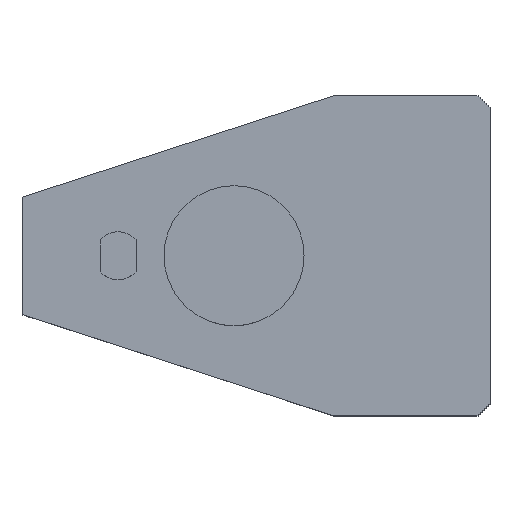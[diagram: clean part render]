
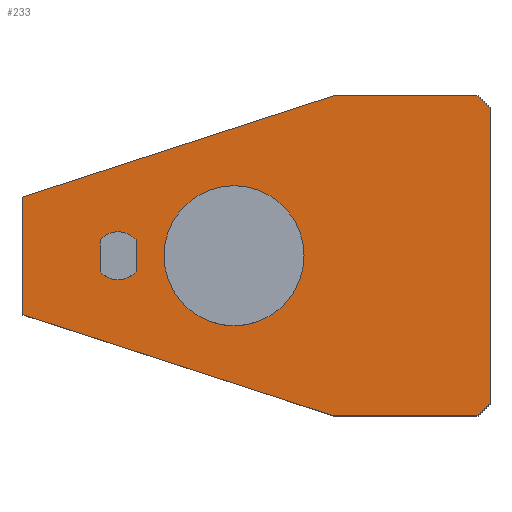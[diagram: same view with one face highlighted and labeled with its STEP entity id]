
A CAD part, top view. The second image highlights one B-rep face of the part: STEP entity #233.
In plain terms, the highlighted planar face has unit normal (0, 0, 1).
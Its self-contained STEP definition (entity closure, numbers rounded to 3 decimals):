
#74=PLANE('',#695);
#115=LINE('',#1180,#177);
#118=LINE('',#1188,#180);
#133=LINE('',#1225,#195);
#134=LINE('',#1228,#196);
#135=LINE('',#1230,#197);
#136=LINE('',#1232,#198);
#137=LINE('',#1234,#199);
#138=LINE('',#1236,#200);
#139=LINE('',#1238,#201);
#140=LINE('',#1240,#202);
#177=VECTOR('',#783,1.);
#180=VECTOR('',#792,1.);
#195=VECTOR('',#823,1.);
#196=VECTOR('',#824,1.);
#197=VECTOR('',#825,1.);
#198=VECTOR('',#826,1.);
#199=VECTOR('',#827,1.);
#200=VECTOR('',#828,1.);
#201=VECTOR('',#829,1.);
#202=VECTOR('',#830,1.);
#233=ADVANCED_FACE('',(#276,#277,#278),#74,.F.);
#258=CIRCLE('',#682,6.);
#259=CIRCLE('',#685,6.);
#261=CIRCLE('',#690,17.5);
#276=FACE_BOUND('',#314,.T.);
#277=FACE_BOUND('',#315,.T.);
#278=FACE_BOUND('',#316,.T.);
#314=EDGE_LOOP('',(#433,#434,#435,#436));
#315=EDGE_LOOP('',(#437));
#316=EDGE_LOOP('',(#438,#439,#440,#441,#442,#443,#444,#445));
#433=ORIENTED_EDGE('',*,*,#594,.T.);
#434=ORIENTED_EDGE('',*,*,#601,.T.);
#435=ORIENTED_EDGE('',*,*,#599,.T.);
#436=ORIENTED_EDGE('',*,*,#597,.T.);
#437=ORIENTED_EDGE('',*,*,#603,.T.);
#438=ORIENTED_EDGE('',*,*,#618,.F.);
#439=ORIENTED_EDGE('',*,*,#619,.F.);
#440=ORIENTED_EDGE('',*,*,#620,.F.);
#441=ORIENTED_EDGE('',*,*,#621,.F.);
#442=ORIENTED_EDGE('',*,*,#622,.F.);
#443=ORIENTED_EDGE('',*,*,#623,.F.);
#444=ORIENTED_EDGE('',*,*,#624,.F.);
#445=ORIENTED_EDGE('',*,*,#625,.F.);
#527=VERTEX_POINT('',#1175);
#528=VERTEX_POINT('',#1176);
#529=VERTEX_POINT('',#1181);
#530=VERTEX_POINT('',#1185);
#532=VERTEX_POINT('',#1194);
#545=VERTEX_POINT('',#1226);
#546=VERTEX_POINT('',#1227);
#547=VERTEX_POINT('',#1229);
#548=VERTEX_POINT('',#1231);
#549=VERTEX_POINT('',#1233);
#550=VERTEX_POINT('',#1235);
#551=VERTEX_POINT('',#1237);
#552=VERTEX_POINT('',#1239);
#594=EDGE_CURVE('',#527,#528,#258,.T.);
#597=EDGE_CURVE('',#529,#527,#115,.T.);
#599=EDGE_CURVE('',#530,#529,#259,.T.);
#601=EDGE_CURVE('',#528,#530,#118,.T.);
#603=EDGE_CURVE('',#532,#532,#261,.T.);
#618=EDGE_CURVE('',#545,#546,#133,.T.);
#619=EDGE_CURVE('',#547,#545,#134,.T.);
#620=EDGE_CURVE('',#548,#547,#135,.T.);
#621=EDGE_CURVE('',#549,#548,#136,.T.);
#622=EDGE_CURVE('',#550,#549,#137,.T.);
#623=EDGE_CURVE('',#551,#550,#138,.T.);
#624=EDGE_CURVE('',#552,#551,#139,.T.);
#625=EDGE_CURVE('',#546,#552,#140,.T.);
#682=AXIS2_PLACEMENT_3D('',#1174,#777,#778);
#685=AXIS2_PLACEMENT_3D('',#1184,#787,#788);
#690=AXIS2_PLACEMENT_3D('',#1193,#799,#800);
#695=AXIS2_PLACEMENT_3D('',#1241,#831,#832);
#777=DIRECTION('',(0.,0.,-1.));
#778=DIRECTION('',(1.,0.,0.));
#783=DIRECTION('',(0.,-1.,0.));
#787=DIRECTION('',(0.,0.,-1.));
#788=DIRECTION('',(1.,0.,0.));
#792=DIRECTION('',(0.,1.,0.));
#799=DIRECTION('',(0.,0.,-1.));
#800=DIRECTION('',(1.,0.,0.));
#823=DIRECTION('',(-0.951,0.309,0.));
#824=DIRECTION('',(-1.,0.,0.));
#825=DIRECTION('',(-0.707,-0.707,0.));
#826=DIRECTION('',(0.,-1.,0.));
#827=DIRECTION('',(0.707,-0.707,0.));
#828=DIRECTION('',(1.,0.,0.));
#829=DIRECTION('',(0.951,0.309,0.));
#830=DIRECTION('',(0.,1.,0.));
#831=DIRECTION('',(0.,0.,-1.));
#832=DIRECTION('',(1.,0.,0.));
#1174=CARTESIAN_POINT('',(-29.,0.,0.));
#1175=CARTESIAN_POINT('',(-24.5,-3.969,0.));
#1176=CARTESIAN_POINT('',(-33.5,-3.969,0.));
#1180=CARTESIAN_POINT('',(-24.5,-3.969,0.));
#1181=CARTESIAN_POINT('',(-24.5,3.969,0.));
#1184=CARTESIAN_POINT('',(-29.,0.,0.));
#1185=CARTESIAN_POINT('',(-33.5,3.969,0.));
#1188=CARTESIAN_POINT('',(-33.5,-3.969,0.));
#1193=CARTESIAN_POINT('',(0.,0.,0.));
#1194=CARTESIAN_POINT('',(17.5,0.,0.));
#1225=CARTESIAN_POINT('',(24.9,-40.,0.));
#1226=CARTESIAN_POINT('',(24.9,-40.,0.));
#1227=CARTESIAN_POINT('',(-53.,-14.689,0.));
#1228=CARTESIAN_POINT('',(61.,-40.,0.));
#1229=CARTESIAN_POINT('',(61.,-40.,0.));
#1230=CARTESIAN_POINT('',(64.,-37.,0.));
#1231=CARTESIAN_POINT('',(64.,-37.,0.));
#1232=CARTESIAN_POINT('',(64.,37.,0.));
#1233=CARTESIAN_POINT('',(64.,37.,0.));
#1234=CARTESIAN_POINT('',(61.,40.,0.));
#1235=CARTESIAN_POINT('',(61.,40.,0.));
#1236=CARTESIAN_POINT('',(24.9,40.,0.));
#1237=CARTESIAN_POINT('',(24.9,40.,0.));
#1238=CARTESIAN_POINT('',(-53.,14.689,0.));
#1239=CARTESIAN_POINT('',(-53.,14.689,0.));
#1240=CARTESIAN_POINT('',(-53.,-14.689,0.));
#1241=CARTESIAN_POINT('',(0.,0.,0.));
